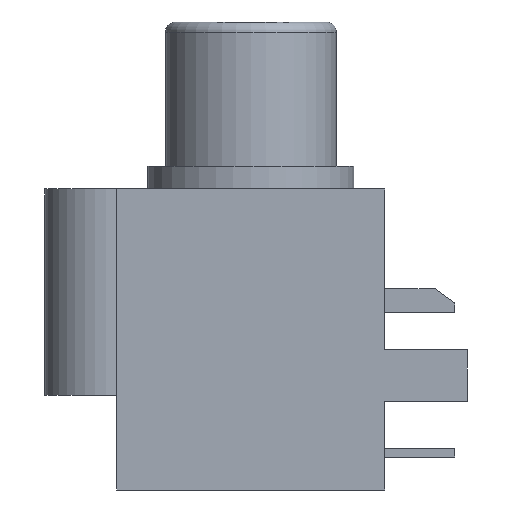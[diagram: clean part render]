
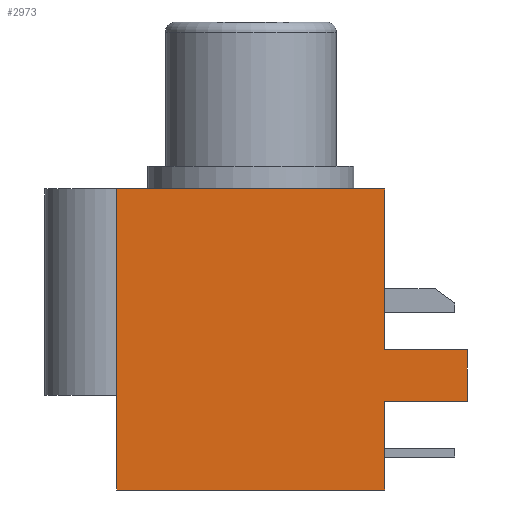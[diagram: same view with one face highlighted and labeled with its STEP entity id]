
A CAD part, left-side view. The second image highlights one B-rep face of the part: STEP entity #2973.
In plain terms, the highlighted planar face has unit normal (-1, 0, 0).
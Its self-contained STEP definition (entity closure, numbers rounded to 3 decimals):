
#471=CARTESIAN_POINT('',(-20.5,-10.5,4.3));
#472=VERTEX_POINT('',#471);
#479=CARTESIAN_POINT('',(-20.5,-6.5,4.3));
#480=VERTEX_POINT('',#479);
#481=CARTESIAN_POINT('',(-20.5,-6.5,4.3));
#482=DIRECTION('',(0.0,-1.0,0.0));
#483=VECTOR('',#482,4.);
#484=LINE('',#481,#483);
#485=EDGE_CURVE('',#480,#472,#484,.T.);
#510=CARTESIAN_POINT('',(-20.5,-10.5,6.8));
#511=VERTEX_POINT('',#510);
#518=CARTESIAN_POINT('',(-20.5,-10.5,4.3));
#519=DIRECTION('',(0.0,0.0,1.0));
#520=VECTOR('',#519,2.5);
#521=LINE('',#518,#520);
#522=EDGE_CURVE('',#472,#511,#521,.T.);
#645=CARTESIAN_POINT('',(-20.5,-6.5,6.8));
#646=VERTEX_POINT('',#645);
#653=CARTESIAN_POINT('',(-20.5,-6.5,6.8));
#654=DIRECTION('',(0.0,-1.0,0.0));
#655=VECTOR('',#654,4.);
#656=LINE('',#653,#655);
#657=EDGE_CURVE('',#646,#511,#656,.T.);
#1593=CARTESIAN_POINT('',(-20.5,-6.5,0.0));
#1594=VERTEX_POINT('',#1593);
#1595=CARTESIAN_POINT('',(-20.5,-6.5,0.0));
#1596=DIRECTION('',(0.0,0.0,1.0));
#1597=VECTOR('',#1596,4.3);
#1598=LINE('',#1595,#1597);
#1599=EDGE_CURVE('',#1594,#480,#1598,.T.);
#1763=CARTESIAN_POINT('',(-20.5,-6.5,14.6));
#1764=VERTEX_POINT('',#1763);
#1771=CARTESIAN_POINT('',(-20.5,-6.5,6.8));
#1772=DIRECTION('',(0.0,0.0,1.0));
#1773=VECTOR('',#1772,7.8);
#1774=LINE('',#1771,#1773);
#1775=EDGE_CURVE('',#646,#1764,#1774,.T.);
#2094=CARTESIAN_POINT('',(-20.5,6.5,14.6));
#2095=VERTEX_POINT('',#2094);
#2102=CARTESIAN_POINT('',(-20.5,-6.5,14.6));
#2103=DIRECTION('',(0.0,1.0,0.0));
#2104=VECTOR('',#2103,13.0);
#2105=LINE('',#2102,#2104);
#2106=EDGE_CURVE('',#1764,#2095,#2105,.T.);
#2946=CARTESIAN_POINT('',(-20.5,-6.5,0.0));
#2947=DIRECTION('',(-1.0,0.0,0.0));
#2948=DIRECTION('',(0.0,0.0,1.0));
#2949=AXIS2_PLACEMENT_3D('',#2946,#2947,#2948);
#2950=PLANE('',#2949);
#2951=ORIENTED_EDGE('',*,*,#2106,.T.);
#2952=CARTESIAN_POINT('',(-20.5,6.5,0.0));
#2953=VERTEX_POINT('',#2952);
#2954=CARTESIAN_POINT('',(-20.5,6.5,0.0));
#2955=DIRECTION('',(0.0,0.0,1.0));
#2956=VECTOR('',#2955,14.6);
#2957=LINE('',#2954,#2956);
#2958=EDGE_CURVE('',#2953,#2095,#2957,.T.);
#2959=ORIENTED_EDGE('',*,*,#2958,.F.);
#2960=CARTESIAN_POINT('',(-20.5,-6.5,0.0));
#2961=DIRECTION('',(0.0,1.0,0.0));
#2962=VECTOR('',#2961,13.0);
#2963=LINE('',#2960,#2962);
#2964=EDGE_CURVE('',#1594,#2953,#2963,.T.);
#2965=ORIENTED_EDGE('',*,*,#2964,.F.);
#2966=ORIENTED_EDGE('',*,*,#1599,.T.);
#2967=ORIENTED_EDGE('',*,*,#485,.T.);
#2968=ORIENTED_EDGE('',*,*,#522,.T.);
#2969=ORIENTED_EDGE('',*,*,#657,.F.);
#2970=ORIENTED_EDGE('',*,*,#1775,.T.);
#2971=EDGE_LOOP('',(#2951,#2959,#2965,#2966,#2967,#2968,#2969,#2970));
#2972=FACE_OUTER_BOUND('',#2971,.T.);
#2973=ADVANCED_FACE('',(#2972),#2950,.T.);
